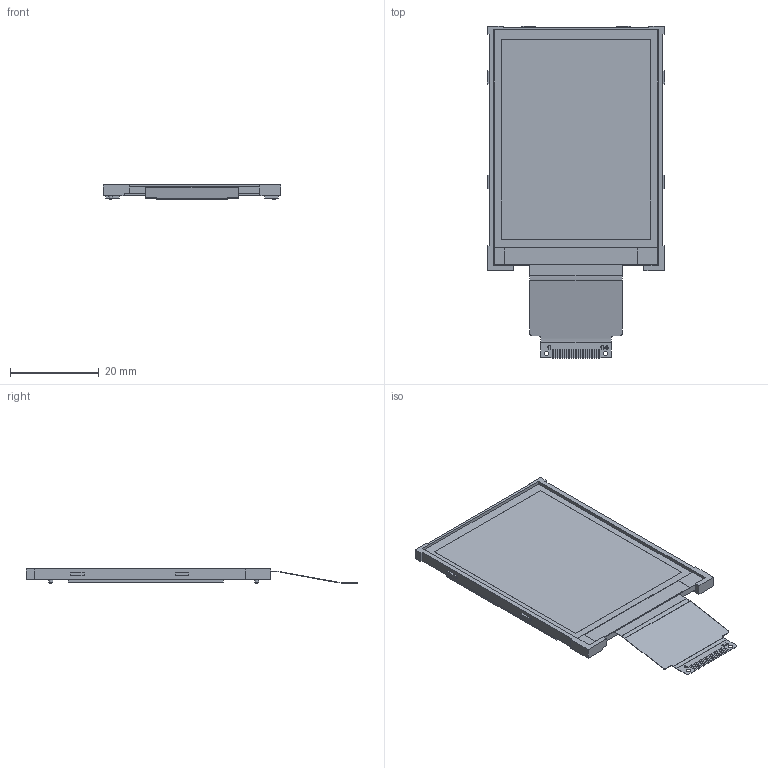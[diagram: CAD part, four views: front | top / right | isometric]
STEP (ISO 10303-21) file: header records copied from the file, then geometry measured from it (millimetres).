
FILE_DESCRIPTION(/* description */ ('Unknown'),/* implementation_level */ '2;1');
FILE_NAME(/* name */ '2.2 TFT ILI9341 - Flat',/* time_stamp */ '2024-09-23T00:28:22-04:00',/* author */ ('Unknown'),/* organization */ ('Unknown'),/* preprocessor_version */ 'ST-DEVELOPER v16.7',/* originating_system */ 'Solid Edge',/* authorisation */ 'Unknown');
FILE_SCHEMA (('AUTOMOTIVE_DESIGN { 1 0 10303 214 3 1 1 }','AUTOMOTIVE_DESIGN {1 0 10303 214 3 1 1}'));
Length unit declared in the file: millimetre
Products named in the file (1): 2.2 TFT ILI9341 - Flat
Bounding box: 40.03 x 74.94 x 3.23 mm (x, y, z)
Volume: 4038.1 mm3; surface area: 6189.4 mm2
Topology: 1 solids, 21 shells, 645 faces, 1663 edges, 1108 vertices
Faces by surface type: plane 525, bspline 104, cylinder 14, torus 2
Full cylindrical faces by diameter (mm): 0.9 x2, 1 x2
Entity records: 27804 total; most frequent: CARTESIAN_POINT 9179, ORIENTED_EDGE 3286, DIRECTION 2083, EDGE_CURVE 1643, VERTEX_POINT 1104, LINE 939, VECTOR 939, EDGE_LOOP 725
